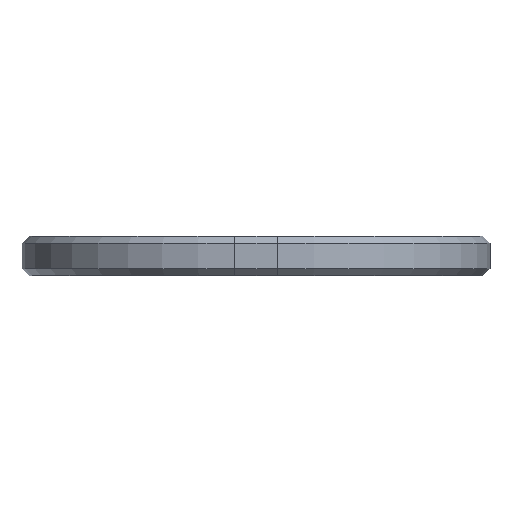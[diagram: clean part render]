
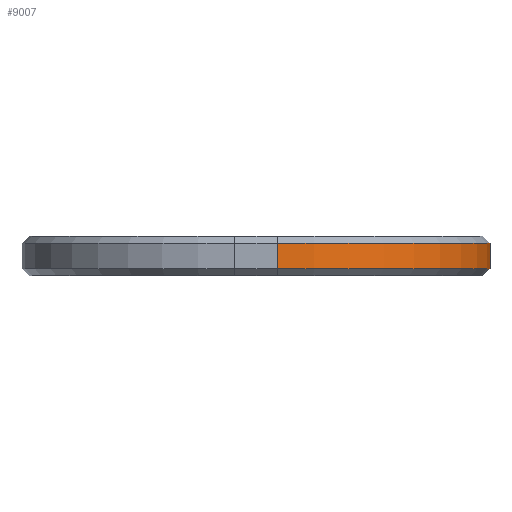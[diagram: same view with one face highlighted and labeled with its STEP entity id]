
A CAD part, left-side view. The second image highlights one B-rep face of the part: STEP entity #9007.
In plain terms, the highlighted cylindrical face has radius 15 mm (diameter 30 mm), a partial arc.
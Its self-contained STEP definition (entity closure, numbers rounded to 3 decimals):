
#18=CYLINDRICAL_SURFACE('',#9380,15.);
#41=CIRCLE('',#9362,15.);
#49=CIRCLE('',#9381,15.);
#606=LINE('',#21295,#1252);
#608=LINE('',#21299,#1254);
#1252=VECTOR('',#10362,10.);
#1254=VECTOR('',#10366,10.);
#2008=FACE_OUTER_BOUND('',#2599,.T.);
#2599=EDGE_LOOP('',(#7595,#7596,#7597,#7598));
#4188=VERTEX_POINT('',#21236);
#4191=VERTEX_POINT('',#21241);
#4207=VERTEX_POINT('',#21294);
#4208=VERTEX_POINT('',#21298);
#5390=EDGE_CURVE('',#4191,#4188,#41,.T.);
#5416=EDGE_CURVE('',#4207,#4188,#606,.T.);
#5418=EDGE_CURVE('',#4191,#4208,#608,.T.);
#5419=EDGE_CURVE('',#4207,#4208,#49,.T.);
#7595=ORIENTED_EDGE('',*,*,#5390,.F.);
#7596=ORIENTED_EDGE('',*,*,#5418,.T.);
#7597=ORIENTED_EDGE('',*,*,#5419,.F.);
#7598=ORIENTED_EDGE('',*,*,#5416,.T.);
#9007=ADVANCED_FACE('',(#2008),#18,.T.);
#9362=AXIS2_PLACEMENT_3D('',#21243,#10308,#10309);
#9380=AXIS2_PLACEMENT_3D('',#21297,#10364,#10365);
#9381=AXIS2_PLACEMENT_3D('',#21300,#10367,#10368);
#10308=DIRECTION('center_axis',(0.,0.,1.));
#10309=DIRECTION('ref_axis',(-0.707,-0.707,0.));
#10362=DIRECTION('',(0.,0.,1.));
#10364=DIRECTION('center_axis',(0.,0.,1.));
#10365=DIRECTION('ref_axis',(-0.707,-0.707,0.));
#10366=DIRECTION('',(0.,0.,-1.));
#10367=DIRECTION('center_axis',(0.,0.,-1.));
#10368=DIRECTION('ref_axis',(-0.707,-0.707,0.));
#21236=CARTESIAN_POINT('',(15.,-33.,2.3));
#21241=CARTESIAN_POINT('',(0.,-18.,2.3));
#21243=CARTESIAN_POINT('Origin',(15.,-18.,2.3));
#21294=CARTESIAN_POINT('',(15.,-33.,0.5));
#21295=CARTESIAN_POINT('',(15.,-33.,0.));
#21297=CARTESIAN_POINT('Origin',(15.,-18.,0.));
#21298=CARTESIAN_POINT('',(0.,-18.,0.5));
#21299=CARTESIAN_POINT('',(0.,-18.,0.));
#21300=CARTESIAN_POINT('Origin',(15.,-18.,0.5));
